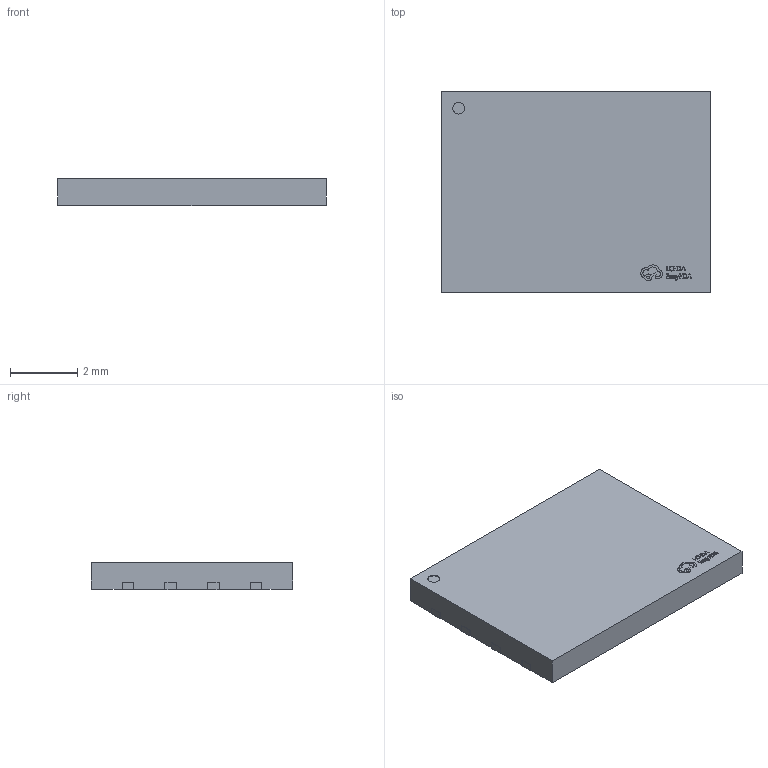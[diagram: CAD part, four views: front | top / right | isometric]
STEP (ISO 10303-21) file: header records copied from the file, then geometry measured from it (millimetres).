
FILE_DESCRIPTION (( 'STEP AP214' ), '1' );
FILE_NAME ('WSON-8_L8.0-W6.0-H0.78-P1.27.step', '2024-01-25T09:55:44', ( '' ), ( '' ), 'SwSTEP 2.0', 'SolidWorks 2020', '' );
FILE_SCHEMA (( 'AUTOMOTIVE_DESIGN' ));
Length unit declared in the file: millimetre
Products named in the file (1): WSON-8_L8.0-W6.0-H0.78-P1.27
Bounding box: 8.02 x 6 x 0.81 mm (x, y, z)
Volume: 38.6 mm3; surface area: 118.8 mm2
Topology: 1 solids, 1 shells, 291 faces, 804 edges, 536 vertices
Faces by surface type: plane 179, bspline 98, cylinder 14
Entity records: 12315 total; most frequent: CARTESIAN_POINT 2938, ORIENTED_EDGE 1608, DIRECTION 1020, EDGE_CURVE 804, LINE 576, VECTOR 576, VERTEX_POINT 536, EDGE_LOOP 312
